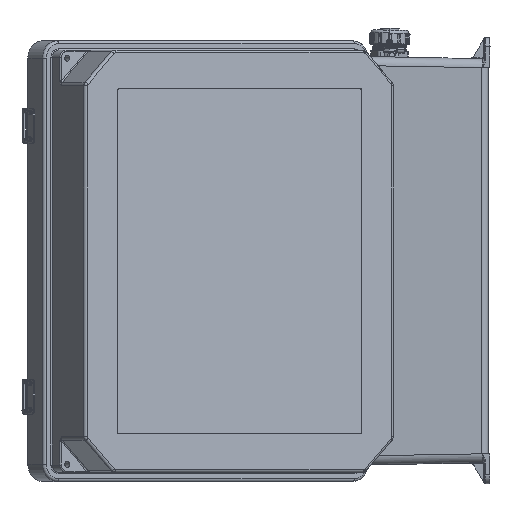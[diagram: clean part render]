
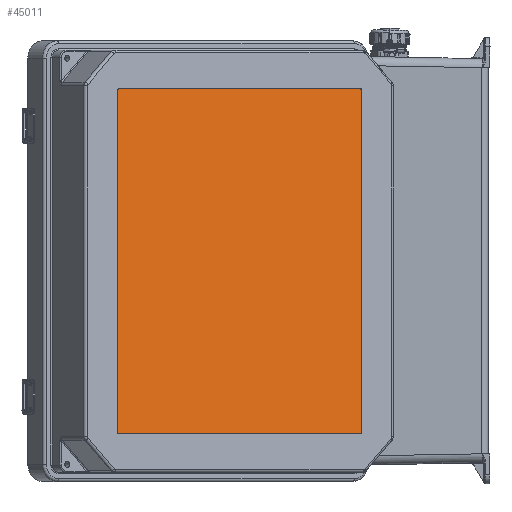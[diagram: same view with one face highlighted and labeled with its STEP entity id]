
A CAD part, left-side view. The second image highlights one B-rep face of the part: STEP entity #45011.
In plain terms, the highlighted face is planar.
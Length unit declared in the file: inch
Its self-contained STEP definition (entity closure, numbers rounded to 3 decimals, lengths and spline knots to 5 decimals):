
#210 = ORIENTED_EDGE ( 'NONE', *, *, #35342, .F. ) ;
#212 = ORIENTED_EDGE ( 'NONE', *, *, #35259, .F. ) ;
#214 = ORIENTED_EDGE ( 'NONE', *, *, #35321, .F. ) ;
#3833 = AXIS2_PLACEMENT_3D ( 'NONE', #10166, #10167, #10168 ) ;
#10153 = PLANE ( 'NONE',  #3833 ) ;
#10166 = CARTESIAN_POINT ( 'NONE',  ( 4.9375, -0.22, -5.9375 ) ) ;
#10167 = DIRECTION ( 'NONE',  ( 0., -1., 0. ) ) ;
#10168 = DIRECTION ( 'NONE',  ( 0., 0., -1. ) ) ;
#11679 = FACE_OUTER_BOUND ( 'NONE', #41144, .T. ) ;
#24541 = VERTEX_POINT ( 'NONE', #82990 ) ;
#24578 = VERTEX_POINT ( 'NONE', #83148 ) ;
#24583 = VERTEX_POINT ( 'NONE', #83336 ) ;
#24628 = VERTEX_POINT ( 'NONE', #83083 ) ;
#24684 = VERTEX_POINT ( 'NONE', #83364 ) ;
#30062 = VERTEX_POINT ( 'NONE', #83179 ) ;
#30094 = VERTEX_POINT ( 'NONE', #83349 ) ;
#30099 = VERTEX_POINT ( 'NONE', #83366 ) ;
#32150 = LINE ( 'NONE', #73763, #32155 ) ;
#32155 = VECTOR ( 'NONE', #73775, 39.37008 ) ;
#32350 = CIRCLE ( 'NONE', #73037, 0.0625 ) ;
#32433 = LINE ( 'NONE', #51371, #32434 ) ;
#32434 = VECTOR ( 'NONE', #51372, 39.37008 ) ;
#32445 = CIRCLE ( 'NONE', #73094, 0.0625 ) ;
#32472 = LINE ( 'NONE', #51469, #32477 ) ;
#32477 = VECTOR ( 'NONE', #51470, 39.37008 ) ;
#32495 = CIRCLE ( 'NONE', #73122, 0.0625 ) ;
#35259 = EDGE_CURVE ( 'NONE', #24628, #24578, #75672, .T. ) ;
#35321 = EDGE_CURVE ( 'NONE', #24583, #24628, #75727, .T. ) ;
#35342 = EDGE_CURVE ( 'NONE', #24541, #24583, #32150, .T. ) ;
#35583 = EDGE_CURVE ( 'NONE', #24684, #24541, #32350, .T. ) ;
#35689 = EDGE_CURVE ( 'NONE', #30062, #24684, #32433, .T. ) ;
#35712 = EDGE_CURVE ( 'NONE', #30094, #30062, #32445, .T. ) ;
#35751 = EDGE_CURVE ( 'NONE', #30099, #30094, #32472, .T. ) ;
#35784 = EDGE_CURVE ( 'NONE', #24578, #30099, #32495, .T. ) ;
#41144 = EDGE_LOOP ( 'NONE', ( #80272, #80306, #80536, #80594, #80559, #212, #214, #210 ) ) ;
#45011 = ADVANCED_FACE ( 'NONE', ( #11679 ), #10153, .T. ) ;
#51371 = CARTESIAN_POINT ( 'NONE',  ( 5., -0.22, 5.9375 ) ) ;
#51372 = DIRECTION ( 'NONE',  ( 0., 0., -1. ) ) ;
#51406 = CARTESIAN_POINT ( 'NONE',  ( 4.9375, -0.22, 5.9375 ) ) ;
#51407 = DIRECTION ( 'NONE',  ( 0., 1., 0. ) ) ;
#51408 = DIRECTION ( 'NONE',  ( 0., 0., 1. ) ) ;
#51469 = CARTESIAN_POINT ( 'NONE',  ( 4.9375, -0.22, 6. ) ) ;
#51470 = DIRECTION ( 'NONE',  ( 1., 0., 0. ) ) ;
#51525 = CARTESIAN_POINT ( 'NONE',  ( -4.9375, -0.22, 5.9375 ) ) ;
#51526 = DIRECTION ( 'NONE',  ( 0., 1., 0. ) ) ;
#51527 = DIRECTION ( 'NONE',  ( 0., 0., -1. ) ) ;
#72935 = AXIS2_PLACEMENT_3D ( 'NONE', #73600, #73602, #73605 ) ;
#73037 = AXIS2_PLACEMENT_3D ( 'NONE', #74920, #74922, #74924 ) ;
#73094 = AXIS2_PLACEMENT_3D ( 'NONE', #51406, #51407, #51408 ) ;
#73122 = AXIS2_PLACEMENT_3D ( 'NONE', #51525, #51526, #51527 ) ;
#73280 = CARTESIAN_POINT ( 'NONE',  ( -5., -0.22, 5.9375 ) ) ;
#73290 = DIRECTION ( 'NONE',  ( 0., 0., 1. ) ) ;
#73600 = CARTESIAN_POINT ( 'NONE',  ( -4.9375, -0.22, -5.9375 ) ) ;
#73602 = DIRECTION ( 'NONE',  ( 0., 1., 0. ) ) ;
#73605 = DIRECTION ( 'NONE',  ( 0., 0., -1. ) ) ;
#73763 = CARTESIAN_POINT ( 'NONE',  ( 4.9375, -0.22, -6. ) ) ;
#73775 = DIRECTION ( 'NONE',  ( -1., 0., 0. ) ) ;
#74920 = CARTESIAN_POINT ( 'NONE',  ( 4.9375, -0.22, -5.9375 ) ) ;
#74922 = DIRECTION ( 'NONE',  ( 0., 1., 0. ) ) ;
#74924 = DIRECTION ( 'NONE',  ( 0., 0., -1. ) ) ;
#75672 = LINE ( 'NONE', #73280, #75677 ) ;
#75677 = VECTOR ( 'NONE', #73290, 39.37008 ) ;
#75727 = CIRCLE ( 'NONE', #72935, 0.0625 ) ;
#80272 = ORIENTED_EDGE ( 'NONE', *, *, #35583, .F. ) ;
#80306 = ORIENTED_EDGE ( 'NONE', *, *, #35689, .F. ) ;
#80536 = ORIENTED_EDGE ( 'NONE', *, *, #35712, .F. ) ;
#80559 = ORIENTED_EDGE ( 'NONE', *, *, #35784, .F. ) ;
#80594 = ORIENTED_EDGE ( 'NONE', *, *, #35751, .F. ) ;
#82990 = CARTESIAN_POINT ( 'NONE',  ( 4.9375, -0.22, -6. ) ) ;
#83083 = CARTESIAN_POINT ( 'NONE',  ( -5., -0.22, -5.9375 ) ) ;
#83148 = CARTESIAN_POINT ( 'NONE',  ( -5., -0.22, 5.9375 ) ) ;
#83179 = CARTESIAN_POINT ( 'NONE',  ( 5., -0.22, 5.9375 ) ) ;
#83336 = CARTESIAN_POINT ( 'NONE',  ( -4.9375, -0.22, -6. ) ) ;
#83349 = CARTESIAN_POINT ( 'NONE',  ( 4.9375, -0.22, 6. ) ) ;
#83364 = CARTESIAN_POINT ( 'NONE',  ( 5., -0.22, -5.9375 ) ) ;
#83366 = CARTESIAN_POINT ( 'NONE',  ( -4.9375, -0.22, 6. ) ) ;
